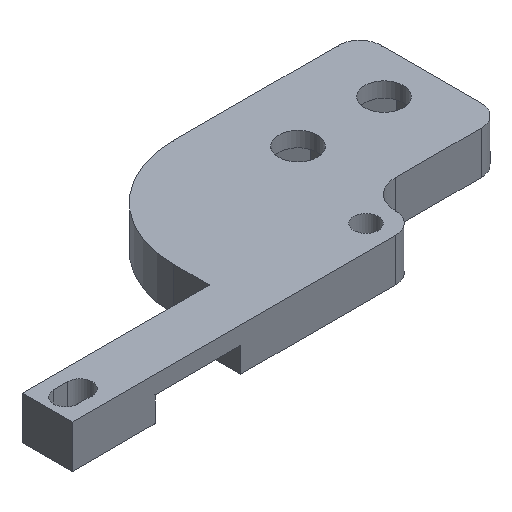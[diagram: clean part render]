
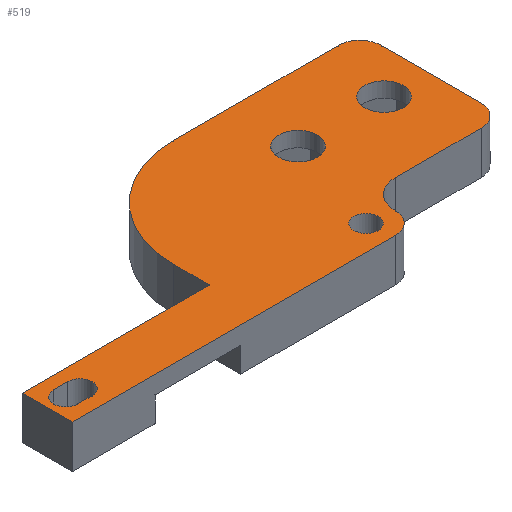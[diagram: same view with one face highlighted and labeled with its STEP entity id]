
A CAD part, isometric view. The second image highlights one B-rep face of the part: STEP entity #519.
In plain terms, the highlighted planar face has unit normal (0, 0, 1).
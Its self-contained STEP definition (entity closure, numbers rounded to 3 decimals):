
#32=CARTESIAN_POINT('',(27.8,14.1,6.));
#33=VERTEX_POINT('',#32);
#42=CARTESIAN_POINT('',(25.1,14.1,6.));
#43=DIRECTION('',(0.,0.,1.));
#44=DIRECTION('',(1.,0.,-0.));
#45=AXIS2_PLACEMENT_3D('',#42,#43,#44);
#46=CIRCLE('',#45,2.7);
#47=EDGE_CURVE('',#33,#33,#46,.T.);
#74=CARTESIAN_POINT('',(39.8,14.1,6.));
#75=VERTEX_POINT('',#74);
#84=CARTESIAN_POINT('',(37.1,14.1,6.));
#85=DIRECTION('',(0.,0.,1.));
#86=DIRECTION('',(1.,0.,-0.));
#87=AXIS2_PLACEMENT_3D('',#84,#85,#86);
#88=CIRCLE('',#87,2.7);
#89=EDGE_CURVE('',#75,#75,#88,.T.);
#340=CARTESIAN_POINT('',(0.,0.,6.));
#341=DIRECTION('',(0.,0.,1.));
#342=DIRECTION('',(1.,0.,0.));
#343=AXIS2_PLACEMENT_3D('',#340,#341,#342);
#344=PLANE('',#343);
#345=CARTESIAN_POINT('',(21.1,-3.5,6.));
#346=VERTEX_POINT('',#345);
#347=CARTESIAN_POINT('',(24.1,-0.5,6.));
#348=VERTEX_POINT('',#347);
#349=CARTESIAN_POINT('',(21.1,-0.5,6.));
#350=DIRECTION('',(0.,0.,1.));
#351=DIRECTION('',(1.,0.,-0.));
#352=AXIS2_PLACEMENT_3D('',#349,#350,#351);
#353=CIRCLE('',#352,3.);
#354=EDGE_CURVE('',#346,#348,#353,.T.);
#355=ORIENTED_EDGE('',*,*,#354,.T.);
#356=CARTESIAN_POINT('',(28.1,3.5,6.));
#357=VERTEX_POINT('',#356);
#358=CARTESIAN_POINT('',(28.1,-0.5,6.));
#359=DIRECTION('',(-0.,-0.,-1.));
#360=DIRECTION('',(1.,0.,-0.));
#361=AXIS2_PLACEMENT_3D('',#358,#359,#360);
#362=CIRCLE('',#361,4.);
#363=EDGE_CURVE('',#348,#357,#362,.T.);
#364=ORIENTED_EDGE('',*,*,#363,.T.);
#365=CARTESIAN_POINT('',(40.1,3.5,6.));
#366=VERTEX_POINT('',#365);
#367=CARTESIAN_POINT('',(40.1,3.5,6.));
#368=DIRECTION('',(-1.,0.,0.));
#369=VECTOR('',#368,12.);
#370=LINE('',#367,#369);
#371=EDGE_CURVE('',#366,#357,#370,.T.);
#372=ORIENTED_EDGE('',*,*,#371,.F.);
#373=CARTESIAN_POINT('',(43.1,6.5,6.));
#374=VERTEX_POINT('',#373);
#375=CARTESIAN_POINT('',(40.1,6.5,6.));
#376=DIRECTION('',(0.,0.,1.));
#377=DIRECTION('',(1.,0.,-0.));
#378=AXIS2_PLACEMENT_3D('',#375,#376,#377);
#379=CIRCLE('',#378,3.);
#380=EDGE_CURVE('',#366,#374,#379,.T.);
#381=ORIENTED_EDGE('',*,*,#380,.T.);
#382=CARTESIAN_POINT('',(43.1,20.5,6.));
#383=VERTEX_POINT('',#382);
#384=CARTESIAN_POINT('',(43.1,20.5,6.));
#385=DIRECTION('',(0.,-1.,0.));
#386=VECTOR('',#385,14.);
#387=LINE('',#384,#386);
#388=EDGE_CURVE('',#383,#374,#387,.T.);
#389=ORIENTED_EDGE('',*,*,#388,.F.);
#390=CARTESIAN_POINT('',(40.1,23.5,6.));
#391=VERTEX_POINT('',#390);
#392=CARTESIAN_POINT('',(40.1,20.5,6.));
#393=DIRECTION('',(0.,0.,1.));
#394=DIRECTION('',(1.,0.,-0.));
#395=AXIS2_PLACEMENT_3D('',#392,#393,#394);
#396=CIRCLE('',#395,3.);
#397=EDGE_CURVE('',#383,#391,#396,.T.);
#398=ORIENTED_EDGE('',*,*,#397,.T.);
#399=CARTESIAN_POINT('',(17.1,23.5,6.));
#400=VERTEX_POINT('',#399);
#401=CARTESIAN_POINT('',(17.1,23.5,6.));
#402=DIRECTION('',(1.,0.,0.));
#403=VECTOR('',#402,23.);
#404=LINE('',#401,#403);
#405=EDGE_CURVE('',#400,#391,#404,.T.);
#406=ORIENTED_EDGE('',*,*,#405,.F.);
#407=CARTESIAN_POINT('',(2.1,8.5,6.));
#408=VERTEX_POINT('',#407);
#409=CARTESIAN_POINT('',(17.1,8.5,6.));
#410=DIRECTION('',(0.,0.,1.));
#411=DIRECTION('',(1.,0.,-0.));
#412=AXIS2_PLACEMENT_3D('',#409,#410,#411);
#413=CIRCLE('',#412,15.);
#414=EDGE_CURVE('',#400,#408,#413,.T.);
#415=ORIENTED_EDGE('',*,*,#414,.T.);
#416=CARTESIAN_POINT('',(2.1,3.5,6.));
#417=VERTEX_POINT('',#416);
#418=CARTESIAN_POINT('',(2.1,3.5,6.));
#419=DIRECTION('',(-0.,1.,0.));
#420=VECTOR('',#419,5.);
#421=LINE('',#418,#420);
#422=EDGE_CURVE('',#417,#408,#421,.T.);
#423=ORIENTED_EDGE('',*,*,#422,.F.);
#424=CARTESIAN_POINT('',(-24.1,3.5,6.));
#425=VERTEX_POINT('',#424);
#426=CARTESIAN_POINT('',(2.1,3.5,6.));
#427=DIRECTION('',(-1.,-0.,0.));
#428=VECTOR('',#427,26.2);
#429=LINE('',#426,#428);
#430=EDGE_CURVE('',#417,#425,#429,.T.);
#431=ORIENTED_EDGE('',*,*,#430,.T.);
#432=CARTESIAN_POINT('',(-24.1,-3.5,6.));
#433=VERTEX_POINT('',#432);
#434=CARTESIAN_POINT('',(-24.1,3.5,6.));
#435=DIRECTION('',(0.,-1.,0.));
#436=VECTOR('',#435,7.);
#437=LINE('',#434,#436);
#438=EDGE_CURVE('',#425,#433,#437,.T.);
#439=ORIENTED_EDGE('',*,*,#438,.T.);
#440=CARTESIAN_POINT('',(-24.1,-3.5,6.));
#441=DIRECTION('',(1.,0.,0.));
#442=VECTOR('',#441,45.2);
#443=LINE('',#440,#442);
#444=EDGE_CURVE('',#433,#346,#443,.T.);
#445=ORIENTED_EDGE('',*,*,#444,.T.);
#446=EDGE_LOOP('',(#355,#364,#372,#381,#389,#398,#406,#415,#423,#431,#439,#445));
#447=FACE_BOUND('',#446,.T.);
#448=ORIENTED_EDGE('',*,*,#47,.F.);
#449=EDGE_LOOP('',(#448));
#450=FACE_BOUND('',#449,.T.);
#451=CARTESIAN_POINT('',(18.8,0.,6.));
#452=VERTEX_POINT('',#451);
#453=CARTESIAN_POINT('',(22.2,0.,6.));
#454=VERTEX_POINT('',#453);
#455=CARTESIAN_POINT('',(20.5,0.,6.));
#456=DIRECTION('',(0.,0.,1.));
#457=DIRECTION('',(1.,0.,-0.));
#458=AXIS2_PLACEMENT_3D('',#455,#456,#457);
#459=CIRCLE('',#458,1.7);
#460=EDGE_CURVE('',#452,#454,#459,.T.);
#461=ORIENTED_EDGE('',*,*,#460,.F.);
#462=CARTESIAN_POINT('',(20.5,0.,6.));
#463=DIRECTION('',(0.,0.,1.));
#464=DIRECTION('',(1.,0.,-0.));
#465=AXIS2_PLACEMENT_3D('',#462,#463,#464);
#466=CIRCLE('',#465,1.7);
#467=EDGE_CURVE('',#454,#452,#466,.T.);
#468=ORIENTED_EDGE('',*,*,#467,.F.);
#469=EDGE_LOOP('',(#461,#468));
#470=FACE_BOUND('',#469,.T.);
#471=CARTESIAN_POINT('',(-23.2,-0.,6.));
#472=VERTEX_POINT('',#471);
#473=CARTESIAN_POINT('',(-21.5,-1.7,6.));
#474=VERTEX_POINT('',#473);
#475=CARTESIAN_POINT('',(-21.5,-0.,6.));
#476=DIRECTION('',(0.,0.,1.));
#477=DIRECTION('',(1.,0.,-0.));
#478=AXIS2_PLACEMENT_3D('',#475,#476,#477);
#479=CIRCLE('',#478,1.7);
#480=EDGE_CURVE('',#472,#474,#479,.T.);
#481=ORIENTED_EDGE('',*,*,#480,.F.);
#482=CARTESIAN_POINT('',(-21.5,1.7,6.));
#483=VERTEX_POINT('',#482);
#484=CARTESIAN_POINT('',(-21.5,-0.,6.));
#485=DIRECTION('',(0.,0.,1.));
#486=DIRECTION('',(1.,0.,-0.));
#487=AXIS2_PLACEMENT_3D('',#484,#485,#486);
#488=CIRCLE('',#487,1.7);
#489=EDGE_CURVE('',#483,#472,#488,.T.);
#490=ORIENTED_EDGE('',*,*,#489,.F.);
#491=CARTESIAN_POINT('',(-19.5,1.7,6.));
#492=VERTEX_POINT('',#491);
#493=CARTESIAN_POINT('',(-21.5,1.7,6.));
#494=DIRECTION('',(1.,0.,-0.));
#495=VECTOR('',#494,2.);
#496=LINE('',#493,#495);
#497=EDGE_CURVE('',#483,#492,#496,.T.);
#498=ORIENTED_EDGE('',*,*,#497,.T.);
#499=CARTESIAN_POINT('',(-19.5,-1.7,6.));
#500=VERTEX_POINT('',#499);
#501=CARTESIAN_POINT('',(-19.5,0.,6.));
#502=DIRECTION('',(0.,0.,1.));
#503=DIRECTION('',(1.,0.,-0.));
#504=AXIS2_PLACEMENT_3D('',#501,#502,#503);
#505=CIRCLE('',#504,1.7);
#506=EDGE_CURVE('',#500,#492,#505,.T.);
#507=ORIENTED_EDGE('',*,*,#506,.F.);
#508=CARTESIAN_POINT('',(-21.5,-1.7,6.));
#509=DIRECTION('',(1.,0.,-0.));
#510=VECTOR('',#509,2.);
#511=LINE('',#508,#510);
#512=EDGE_CURVE('',#474,#500,#511,.T.);
#513=ORIENTED_EDGE('',*,*,#512,.F.);
#514=EDGE_LOOP('',(#481,#490,#498,#507,#513));
#515=FACE_BOUND('',#514,.T.);
#516=ORIENTED_EDGE('',*,*,#89,.F.);
#517=EDGE_LOOP('',(#516));
#518=FACE_BOUND('',#517,.T.);
#519=ADVANCED_FACE('',(#447,#450,#470,#515,#518),#344,.T.);
